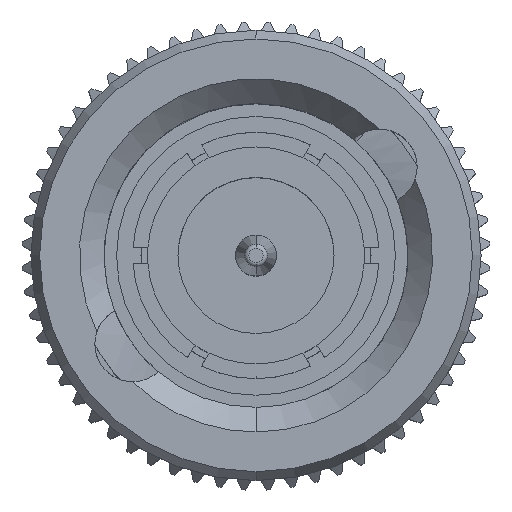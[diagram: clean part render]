
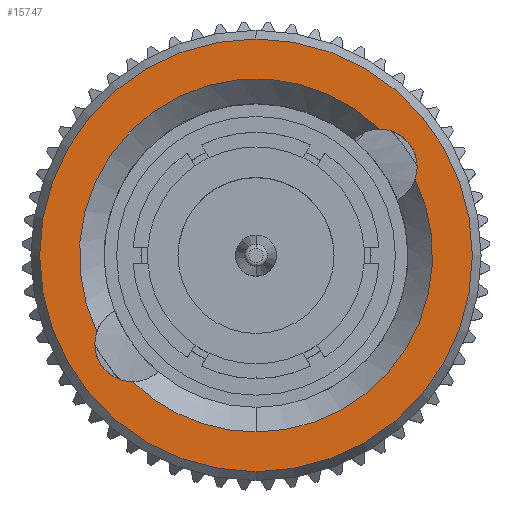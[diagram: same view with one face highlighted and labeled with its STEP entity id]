
A CAD part, top view. The second image highlights one B-rep face of the part: STEP entity #15747.
In plain terms, the highlighted face is planar.
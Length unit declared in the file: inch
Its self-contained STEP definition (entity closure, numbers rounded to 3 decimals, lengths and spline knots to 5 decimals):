
#178 = DIRECTION ( 'NONE',  ( -1., 0., 0. ) ) ;
#546 = EDGE_CURVE ( 'NONE', #7608, #13474, #8411, .T. ) ;
#603 = AXIS2_PLACEMENT_3D ( 'NONE', #12612, #16822, #18059 ) ;
#978 = VERTEX_POINT ( 'NONE', #5984 ) ;
#1311 = CIRCLE ( 'NONE', #3129, 0.21494 ) ;
#1388 = ORIENTED_EDGE ( 'NONE', *, *, #17528, .F. ) ;
#1620 = VERTEX_POINT ( 'NONE', #18157 ) ;
#1968 = CARTESIAN_POINT ( 'NONE',  ( 0.33873, 0., 0.26339 ) ) ;
#2048 = DIRECTION ( 'NONE',  ( 0., 0., -1. ) ) ;
#2333 = FACE_BOUND ( 'NONE', #6175, .T. ) ;
#2551 = DIRECTION ( 'NONE',  ( 1., 0., 0. ) ) ;
#2749 = ORIENTED_EDGE ( 'NONE', *, *, #15775, .T. ) ;
#3129 = AXIS2_PLACEMENT_3D ( 'NONE', #3735, #15183, #2048 ) ;
#3418 = AXIS2_PLACEMENT_3D ( 'NONE', #3463, #6090, #4671 ) ;
#3463 = CARTESIAN_POINT ( 'NONE',  ( 0.33873, -0.15026, 0.10782 ) ) ;
#3477 = DIRECTION ( 'NONE',  ( -1., 0., 0. ) ) ;
#3735 = CARTESIAN_POINT ( 'NONE',  ( 0.33873, 0., 0. ) ) ;
#3936 = ORIENTED_EDGE ( 'NONE', *, *, #12679, .T. ) ;
#4317 = CARTESIAN_POINT ( 'NONE',  ( 0.33873, 0., 0. ) ) ;
#4498 = DIRECTION ( 'NONE',  ( 0., 0., -1. ) ) ;
#4555 = ORIENTED_EDGE ( 'NONE', *, *, #546, .F. ) ;
#4671 = DIRECTION ( 'NONE',  ( 0., 0., -1. ) ) ;
#4735 = CARTESIAN_POINT ( 'NONE',  ( 0.33873, 0., 0. ) ) ;
#5329 = CARTESIAN_POINT ( 'NONE',  ( 0.33873, 0., -0.26339 ) ) ;
#5696 = DIRECTION ( 'NONE',  ( 0., 0., 1. ) ) ;
#5711 = DIRECTION ( 'NONE',  ( 0., 0., -1. ) ) ;
#5984 = CARTESIAN_POINT ( 'NONE',  ( 0.33873, 0., -0.26339 ) ) ;
#6090 = DIRECTION ( 'NONE',  ( -1., 0., 0. ) ) ;
#6175 = EDGE_LOOP ( 'NONE', ( #13462, #6330, #3936, #4555, #1388, #18406 ) ) ;
#6227 = CIRCLE ( 'NONE', #11605, 0.046 ) ;
#6298 = AXIS2_PLACEMENT_3D ( 'NONE', #16331, #3477, #4498 ) ;
#6330 = ORIENTED_EDGE ( 'NONE', *, *, #7587, .T. ) ;
#6431 = EDGE_LOOP ( 'NONE', ( #18246, #2749 ) ) ;
#6722 = VERTEX_POINT ( 'NONE', #10405 ) ;
#6950 = DIRECTION ( 'NONE',  ( 1., 0., 0. ) ) ;
#7314 = CIRCLE ( 'NONE', #15674, 0.21494 ) ;
#7444 = CARTESIAN_POINT ( 'NONE',  ( 0.33873, 0.1938, -0.09296 ) ) ;
#7587 = EDGE_CURVE ( 'NONE', #8682, #14709, #1311, .T. ) ;
#7608 = VERTEX_POINT ( 'NONE', #8078 ) ;
#8078 = CARTESIAN_POINT ( 'NONE',  ( 0.33873, -0.15026, 0.15382 ) ) ;
#8411 = CIRCLE ( 'NONE', #6298, 0.046 ) ;
#8682 = VERTEX_POINT ( 'NONE', #7444 ) ;
#9126 = EDGE_CURVE ( 'NONE', #978, #15600, #12022, .T. ) ;
#9435 = CIRCLE ( 'NONE', #3418, 0.046 ) ;
#10131 = CARTESIAN_POINT ( 'NONE',  ( 0.33873, 0., 0. ) ) ;
#10183 = EDGE_CURVE ( 'NONE', #6722, #1620, #14088, .T. ) ;
#10405 = CARTESIAN_POINT ( 'NONE',  ( 0.33873, -0.1938, 0.09296 ) ) ;
#11068 = DIRECTION ( 'NONE',  ( 1., 0., 0. ) ) ;
#11605 = AXIS2_PLACEMENT_3D ( 'NONE', #13076, #178, #13166 ) ;
#11622 = CIRCLE ( 'NONE', #18522, 0.26339 ) ;
#11877 = CARTESIAN_POINT ( 'NONE',  ( 0.33873, 0., 0.21494 ) ) ;
#12022 = CIRCLE ( 'NONE', #603, 0.26339 ) ;
#12612 = CARTESIAN_POINT ( 'NONE',  ( 0.33873, 0., 0. ) ) ;
#12634 = AXIS2_PLACEMENT_3D ( 'NONE', #4317, #2551, #12697 ) ;
#12679 = EDGE_CURVE ( 'NONE', #14709, #13474, #7314, .T. ) ;
#12697 = DIRECTION ( 'NONE',  ( 0., 0., -1. ) ) ;
#13076 = CARTESIAN_POINT ( 'NONE',  ( 0.33873, 0.15026, -0.10782 ) ) ;
#13166 = DIRECTION ( 'NONE',  ( 0., 0., 1. ) ) ;
#13462 = ORIENTED_EDGE ( 'NONE', *, *, #15063, .F. ) ;
#13474 = VERTEX_POINT ( 'NONE', #17018 ) ;
#14088 = CIRCLE ( 'NONE', #12634, 0.21494 ) ;
#14709 = VERTEX_POINT ( 'NONE', #11877 ) ;
#14779 = DIRECTION ( 'NONE',  ( -1., 0., 0. ) ) ;
#15063 = EDGE_CURVE ( 'NONE', #8682, #1620, #6227, .T. ) ;
#15183 = DIRECTION ( 'NONE',  ( 1., 0., 0. ) ) ;
#15187 = FACE_OUTER_BOUND ( 'NONE', #6431, .T. ) ;
#15512 = AXIS2_PLACEMENT_3D ( 'NONE', #5329, #11068, #16769 ) ;
#15600 = VERTEX_POINT ( 'NONE', #1968 ) ;
#15674 = AXIS2_PLACEMENT_3D ( 'NONE', #10131, #6950, #5711 ) ;
#15747 = ADVANCED_FACE ( 'NONE', ( #15187, #2333 ), #18195, .F. ) ;
#15775 = EDGE_CURVE ( 'NONE', #15600, #978, #11622, .T. ) ;
#16331 = CARTESIAN_POINT ( 'NONE',  ( 0.33873, -0.15026, 0.10782 ) ) ;
#16769 = DIRECTION ( 'NONE',  ( 0., 0., -1. ) ) ;
#16822 = DIRECTION ( 'NONE',  ( -1., 0., 0. ) ) ;
#17018 = CARTESIAN_POINT ( 'NONE',  ( 0.33873, -0.15014, 0.15382 ) ) ;
#17528 = EDGE_CURVE ( 'NONE', #6722, #7608, #9435, .T. ) ;
#18059 = DIRECTION ( 'NONE',  ( 0., 0., 1. ) ) ;
#18157 = CARTESIAN_POINT ( 'NONE',  ( 0.33873, 0.15014, -0.15382 ) ) ;
#18195 = PLANE ( 'NONE',  #15512 ) ;
#18246 = ORIENTED_EDGE ( 'NONE', *, *, #9126, .T. ) ;
#18406 = ORIENTED_EDGE ( 'NONE', *, *, #10183, .T. ) ;
#18522 = AXIS2_PLACEMENT_3D ( 'NONE', #4735, #14779, #5696 ) ;
